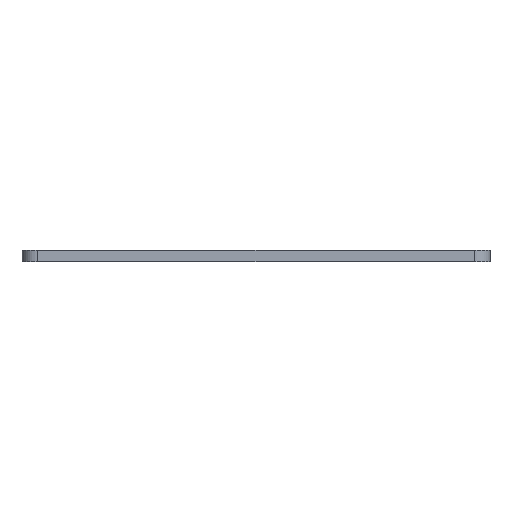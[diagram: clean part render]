
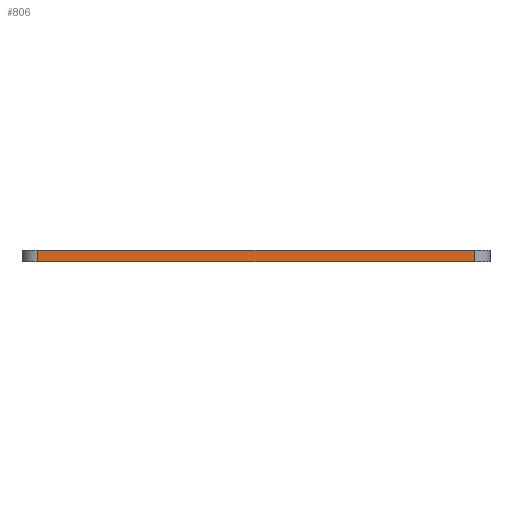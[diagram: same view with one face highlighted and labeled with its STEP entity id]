
A CAD part, left-side view. The second image highlights one B-rep face of the part: STEP entity #806.
In plain terms, the highlighted planar face has unit normal (-1, 0, 0).
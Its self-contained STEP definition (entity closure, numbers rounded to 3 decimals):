
#58 = DIRECTION ( 'NONE',  ( 0., 0., 1. ) ) ;
#61 = DIRECTION ( 'NONE',  ( -1., 0., 0. ) ) ;
#65 = PLANE ( 'NONE',  #463 ) ;
#73 = CARTESIAN_POINT ( 'NONE',  ( 0., 0., 3. ) ) ;
#190 = EDGE_CURVE ( 'NONE', #206, #449, #808, .T. ) ;
#206 = VERTEX_POINT ( 'NONE', #517 ) ;
#208 = EDGE_CURVE ( 'NONE', #357, #449, #810, .T. ) ;
#209 = CARTESIAN_POINT ( 'NONE',  ( 0., 116., 0. ) ) ;
#211 = EDGE_CURVE ( 'NONE', #363, #357, #805, .T. ) ;
#214 = EDGE_CURVE ( 'NONE', #363, #206, #367, .T. ) ;
#222 = ORIENTED_EDGE ( 'NONE', *, *, #211, .F. ) ;
#270 = CARTESIAN_POINT ( 'NONE',  ( 0., 4., 0. ) ) ;
#276 = CARTESIAN_POINT ( 'NONE',  ( 0., 4., 3. ) ) ;
#297 = ORIENTED_EDGE ( 'NONE', *, *, #208, .F. ) ;
#340 = ORIENTED_EDGE ( 'NONE', *, *, #214, .T. ) ;
#357 = VERTEX_POINT ( 'NONE', #270 ) ;
#363 = VERTEX_POINT ( 'NONE', #276 ) ;
#367 = LINE ( 'NONE', #498, #803 ) ;
#421 = EDGE_LOOP ( 'NONE', ( #297, #222, #340, #450 ) ) ;
#449 = VERTEX_POINT ( 'NONE', #209 ) ;
#450 = ORIENTED_EDGE ( 'NONE', *, *, #190, .T. ) ;
#463 = AXIS2_PLACEMENT_3D ( 'NONE', #73, #61, #58 ) ;
#487 = DIRECTION ( 'NONE',  ( 0., 1., 0. ) ) ;
#488 = DIRECTION ( 'NONE',  ( 0., 0., -1. ) ) ;
#498 = CARTESIAN_POINT ( 'NONE',  ( 0., 0., 3. ) ) ;
#500 = DIRECTION ( 'NONE',  ( 0., 1., 0. ) ) ;
#512 = CARTESIAN_POINT ( 'NONE',  ( 0., 0., 0. ) ) ;
#517 = CARTESIAN_POINT ( 'NONE',  ( 0., 116., 3. ) ) ;
#522 = CARTESIAN_POINT ( 'NONE',  ( 0., 4., 3. ) ) ;
#559 = DIRECTION ( 'NONE',  ( 0., 0., -1. ) ) ;
#560 = CARTESIAN_POINT ( 'NONE',  ( 0., 116., 3. ) ) ;
#644 = FACE_OUTER_BOUND ( 'NONE', #421, .T. ) ;
#659 = VECTOR ( 'NONE', #559, 1000. ) ;
#797 = VECTOR ( 'NONE', #500, 1000. ) ;
#798 = VECTOR ( 'NONE', #488, 1000. ) ;
#803 = VECTOR ( 'NONE', #487, 1000. ) ;
#805 = LINE ( 'NONE', #522, #798 ) ;
#806 = ADVANCED_FACE ( 'NONE', ( #644 ), #65, .T. ) ;
#808 = LINE ( 'NONE', #560, #659 ) ;
#810 = LINE ( 'NONE', #512, #797 ) ;
